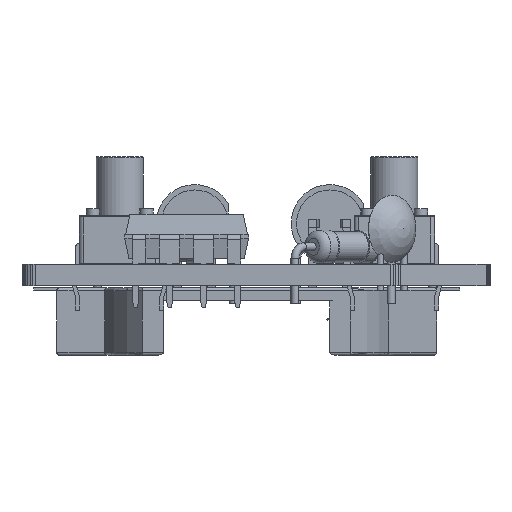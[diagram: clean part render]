
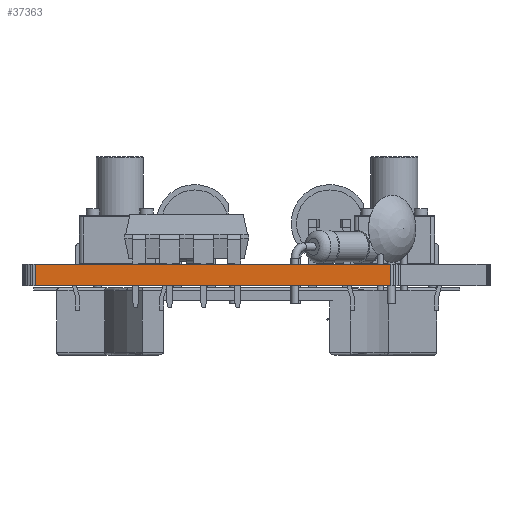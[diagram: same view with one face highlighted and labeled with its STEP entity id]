
A CAD part, front view. The second image highlights one B-rep face of the part: STEP entity #37363.
In plain terms, the highlighted planar face has unit normal (0, -1, 0).
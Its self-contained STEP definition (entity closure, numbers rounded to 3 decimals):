
#32432 = PLANE('',#32433);
#32433 = AXIS2_PLACEMENT_3D('',#32434,#32435,#32436);
#32434 = CARTESIAN_POINT('',(-0.433,0.648,1.6));
#32435 = DIRECTION('',(-0.,-0.,-1.));
#32436 = DIRECTION('',(-1.,0.,0.));
#32486 = PLANE('',#32487);
#32487 = AXIS2_PLACEMENT_3D('',#32488,#32489,#32490);
#32488 = CARTESIAN_POINT('',(-0.433,0.648,0.));
#32489 = DIRECTION('',(-0.,-0.,-1.));
#32490 = DIRECTION('',(-1.,0.,0.));
#33043 = VERTEX_POINT('',#33044);
#33044 = CARTESIAN_POINT('',(10.086,-27.5,0.));
#33058 = PLANE('',#33059);
#33059 = AXIS2_PLACEMENT_3D('',#33060,#33061,#33062);
#33060 = CARTESIAN_POINT('',(10.281,-27.481,0.));
#33061 = DIRECTION('',(0.098,-0.995,0.));
#33062 = DIRECTION('',(-0.995,-0.098,0.));
#33070 = EDGE_CURVE('',#33043,#33071,#33073,.T.);
#33071 = VERTEX_POINT('',#33072);
#33072 = CARTESIAN_POINT('',(-16.5,-27.5,0.));
#33073 = SURFACE_CURVE('',#33074,(#33078,#33085),.PCURVE_S1.);
#33074 = LINE('',#33075,#33076);
#33075 = CARTESIAN_POINT('',(10.086,-27.5,0.));
#33076 = VECTOR('',#33077,1.);
#33077 = DIRECTION('',(-1.,0.,0.));
#33078 = PCURVE('',#32486,#33079);
#33079 = DEFINITIONAL_REPRESENTATION('',(#33080),#33084);
#33080 = LINE('',#33081,#33082);
#33081 = CARTESIAN_POINT('',(-10.519,-28.148));
#33082 = VECTOR('',#33083,1.);
#33083 = DIRECTION('',(1.,0.));
#33084 = ( GEOMETRIC_REPRESENTATION_CONTEXT(2) 
PARAMETRIC_REPRESENTATION_CONTEXT() REPRESENTATION_CONTEXT('2D SPACE',''
  ) );
#33085 = PCURVE('',#33086,#33091);
#33086 = PLANE('',#33087);
#33087 = AXIS2_PLACEMENT_3D('',#33088,#33089,#33090);
#33088 = CARTESIAN_POINT('',(10.086,-27.5,0.));
#33089 = DIRECTION('',(0.,-1.,0.));
#33090 = DIRECTION('',(-1.,0.,0.));
#33091 = DEFINITIONAL_REPRESENTATION('',(#33092),#33096);
#33092 = LINE('',#33093,#33094);
#33093 = CARTESIAN_POINT('',(0.,-0.));
#33094 = VECTOR('',#33095,1.);
#33095 = DIRECTION('',(1.,0.));
#33096 = ( GEOMETRIC_REPRESENTATION_CONTEXT(2) 
PARAMETRIC_REPRESENTATION_CONTEXT() REPRESENTATION_CONTEXT('2D SPACE',''
  ) );
#33114 = PLANE('',#33115);
#33115 = AXIS2_PLACEMENT_3D('',#33116,#33117,#33118);
#33116 = CARTESIAN_POINT('',(-16.5,-27.5,0.));
#33117 = DIRECTION('',(-0.098,-0.995,0.));
#33118 = DIRECTION('',(-0.995,0.098,0.));
#35079 = VERTEX_POINT('',#35080);
#35080 = CARTESIAN_POINT('',(10.086,-27.5,1.6));
#35101 = EDGE_CURVE('',#35079,#35102,#35104,.T.);
#35102 = VERTEX_POINT('',#35103);
#35103 = CARTESIAN_POINT('',(-16.5,-27.5,1.6));
#35104 = SURFACE_CURVE('',#35105,(#35109,#35116),.PCURVE_S1.);
#35105 = LINE('',#35106,#35107);
#35106 = CARTESIAN_POINT('',(10.086,-27.5,1.6));
#35107 = VECTOR('',#35108,1.);
#35108 = DIRECTION('',(-1.,0.,0.));
#35109 = PCURVE('',#32432,#35110);
#35110 = DEFINITIONAL_REPRESENTATION('',(#35111),#35115);
#35111 = LINE('',#35112,#35113);
#35112 = CARTESIAN_POINT('',(-10.519,-28.148));
#35113 = VECTOR('',#35114,1.);
#35114 = DIRECTION('',(1.,0.));
#35115 = ( GEOMETRIC_REPRESENTATION_CONTEXT(2) 
PARAMETRIC_REPRESENTATION_CONTEXT() REPRESENTATION_CONTEXT('2D SPACE',''
  ) );
#35116 = PCURVE('',#33086,#35117);
#35117 = DEFINITIONAL_REPRESENTATION('',(#35118),#35122);
#35118 = LINE('',#35119,#35120);
#35119 = CARTESIAN_POINT('',(0.,-1.6));
#35120 = VECTOR('',#35121,1.);
#35121 = DIRECTION('',(1.,0.));
#35122 = ( GEOMETRIC_REPRESENTATION_CONTEXT(2) 
PARAMETRIC_REPRESENTATION_CONTEXT() REPRESENTATION_CONTEXT('2D SPACE',''
  ) );
#37315 = EDGE_CURVE('',#33043,#35079,#37316,.T.);
#37316 = SURFACE_CURVE('',#37317,(#37321,#37328),.PCURVE_S1.);
#37317 = LINE('',#37318,#37319);
#37318 = CARTESIAN_POINT('',(10.086,-27.5,0.));
#37319 = VECTOR('',#37320,1.);
#37320 = DIRECTION('',(0.,0.,1.));
#37321 = PCURVE('',#33058,#37322);
#37322 = DEFINITIONAL_REPRESENTATION('',(#37323),#37327);
#37323 = LINE('',#37324,#37325);
#37324 = CARTESIAN_POINT('',(0.196,0.));
#37325 = VECTOR('',#37326,1.);
#37326 = DIRECTION('',(0.,-1.));
#37327 = ( GEOMETRIC_REPRESENTATION_CONTEXT(2) 
PARAMETRIC_REPRESENTATION_CONTEXT() REPRESENTATION_CONTEXT('2D SPACE',''
  ) );
#37328 = PCURVE('',#33086,#37329);
#37329 = DEFINITIONAL_REPRESENTATION('',(#37330),#37334);
#37330 = LINE('',#37331,#37332);
#37331 = CARTESIAN_POINT('',(0.,-0.));
#37332 = VECTOR('',#37333,1.);
#37333 = DIRECTION('',(0.,-1.));
#37334 = ( GEOMETRIC_REPRESENTATION_CONTEXT(2) 
PARAMETRIC_REPRESENTATION_CONTEXT() REPRESENTATION_CONTEXT('2D SPACE',''
  ) );
#37363 = ADVANCED_FACE('',(#37364),#33086,.T.);
#37364 = FACE_BOUND('',#37365,.T.);
#37365 = EDGE_LOOP('',(#37366,#37367,#37368,#37389));
#37366 = ORIENTED_EDGE('',*,*,#37315,.T.);
#37367 = ORIENTED_EDGE('',*,*,#35101,.T.);
#37368 = ORIENTED_EDGE('',*,*,#37369,.F.);
#37369 = EDGE_CURVE('',#33071,#35102,#37370,.T.);
#37370 = SURFACE_CURVE('',#37371,(#37375,#37382),.PCURVE_S1.);
#37371 = LINE('',#37372,#37373);
#37372 = CARTESIAN_POINT('',(-16.5,-27.5,0.));
#37373 = VECTOR('',#37374,1.);
#37374 = DIRECTION('',(0.,0.,1.));
#37375 = PCURVE('',#33086,#37376);
#37376 = DEFINITIONAL_REPRESENTATION('',(#37377),#37381);
#37377 = LINE('',#37378,#37379);
#37378 = CARTESIAN_POINT('',(26.586,0.));
#37379 = VECTOR('',#37380,1.);
#37380 = DIRECTION('',(0.,-1.));
#37381 = ( GEOMETRIC_REPRESENTATION_CONTEXT(2) 
PARAMETRIC_REPRESENTATION_CONTEXT() REPRESENTATION_CONTEXT('2D SPACE',''
  ) );
#37382 = PCURVE('',#33114,#37383);
#37383 = DEFINITIONAL_REPRESENTATION('',(#37384),#37388);
#37384 = LINE('',#37385,#37386);
#37385 = CARTESIAN_POINT('',(0.,0.));
#37386 = VECTOR('',#37387,1.);
#37387 = DIRECTION('',(0.,-1.));
#37388 = ( GEOMETRIC_REPRESENTATION_CONTEXT(2) 
PARAMETRIC_REPRESENTATION_CONTEXT() REPRESENTATION_CONTEXT('2D SPACE',''
  ) );
#37389 = ORIENTED_EDGE('',*,*,#33070,.F.);
